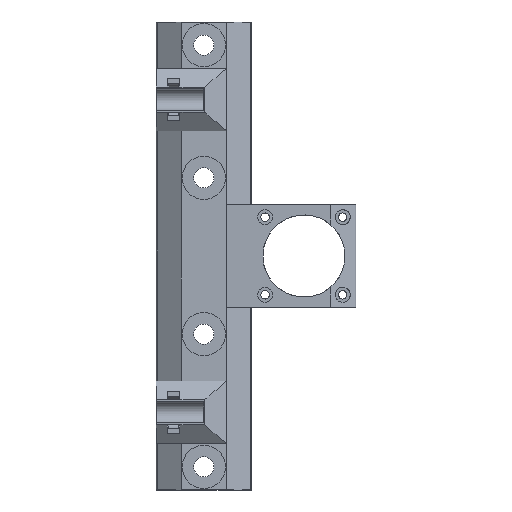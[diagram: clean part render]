
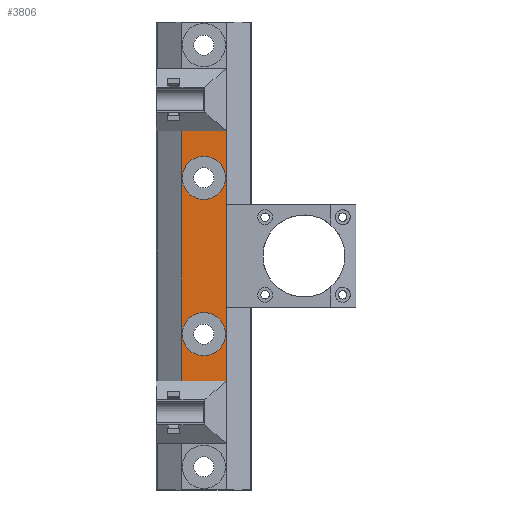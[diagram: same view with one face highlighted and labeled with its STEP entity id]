
A CAD part, top view. The second image highlights one B-rep face of the part: STEP entity #3806.
In plain terms, the highlighted planar face has unit normal (0, 0, 1).
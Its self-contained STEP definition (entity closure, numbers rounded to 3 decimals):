
#324 = PLANE('',#325);
#325 = AXIS2_PLACEMENT_3D('',#326,#327,#328);
#326 = CARTESIAN_POINT('',(-9.05,0.,10.));
#327 = DIRECTION('',(0.,0.,-1.));
#328 = DIRECTION('',(1.,0.,0.));
#1623 = VERTEX_POINT('',#1624);
#1624 = CARTESIAN_POINT('',(9.,43.5,10.));
#1650 = EDGE_CURVE('',#1623,#1651,#1653,.T.);
#1651 = VERTEX_POINT('',#1652);
#1652 = CARTESIAN_POINT('',(9.,143.5,10.));
#1653 = SURFACE_CURVE('',#1654,(#1658,#1665),.PCURVE_S1.);
#1654 = LINE('',#1655,#1656);
#1655 = CARTESIAN_POINT('',(9.,0.,10.));
#1656 = VECTOR('',#1657,1.);
#1657 = DIRECTION('',(0.,1.,0.));
#1658 = PCURVE('',#324,#1659);
#1659 = DEFINITIONAL_REPRESENTATION('',(#1660),#1664);
#1660 = LINE('',#1661,#1662);
#1661 = CARTESIAN_POINT('',(18.05,0.));
#1662 = VECTOR('',#1663,1.);
#1663 = DIRECTION('',(0.,-1.));
#1664 = ( GEOMETRIC_REPRESENTATION_CONTEXT(2) 
PARAMETRIC_REPRESENTATION_CONTEXT() REPRESENTATION_CONTEXT('2D SPACE',''
  ) );
#1665 = PCURVE('',#1666,#1671);
#1666 = PLANE('',#1667);
#1667 = AXIS2_PLACEMENT_3D('',#1668,#1669,#1670);
#1668 = CARTESIAN_POINT('',(-9.05,0.,10.));
#1669 = DIRECTION('',(0.,0.,-1.));
#1670 = DIRECTION('',(1.,0.,0.));
#1671 = DEFINITIONAL_REPRESENTATION('',(#1672),#1676);
#1672 = LINE('',#1673,#1674);
#1673 = CARTESIAN_POINT('',(18.05,0.));
#1674 = VECTOR('',#1675,1.);
#1675 = DIRECTION('',(0.,-1.));
#1676 = ( GEOMETRIC_REPRESENTATION_CONTEXT(2) 
PARAMETRIC_REPRESENTATION_CONTEXT() REPRESENTATION_CONTEXT('2D SPACE',''
  ) );
#3769 = PLANE('',#3770);
#3770 = AXIS2_PLACEMENT_3D('',#3771,#3772,#3773);
#3771 = CARTESIAN_POINT('',(9.,143.5,10.));
#3772 = DIRECTION('',(0.,0.591,-0.806)
  );
#3773 = DIRECTION('',(0.,0.806,0.591)
  );
#3806 = ADVANCED_FACE('',(#3807,#3887,#3921),#1666,.F.);
#3807 = FACE_BOUND('',#3808,.F.);
#3808 = EDGE_LOOP('',(#3809,#3810,#3838,#3866));
#3809 = ORIENTED_EDGE('',*,*,#1650,.F.);
#3810 = ORIENTED_EDGE('',*,*,#3811,.T.);
#3811 = EDGE_CURVE('',#1623,#3812,#3814,.T.);
#3812 = VERTEX_POINT('',#3813);
#3813 = CARTESIAN_POINT('',(-9.05,43.5,10.));
#3814 = SURFACE_CURVE('',#3815,(#3819,#3826),.PCURVE_S1.);
#3815 = LINE('',#3816,#3817);
#3816 = CARTESIAN_POINT('',(9.,43.5,10.));
#3817 = VECTOR('',#3818,1.);
#3818 = DIRECTION('',(-1.,0.,0.));
#3819 = PCURVE('',#1666,#3820);
#3820 = DEFINITIONAL_REPRESENTATION('',(#3821),#3825);
#3821 = LINE('',#3822,#3823);
#3822 = CARTESIAN_POINT('',(18.05,-43.5));
#3823 = VECTOR('',#3824,1.);
#3824 = DIRECTION('',(-1.,0.));
#3825 = ( GEOMETRIC_REPRESENTATION_CONTEXT(2) 
PARAMETRIC_REPRESENTATION_CONTEXT() REPRESENTATION_CONTEXT('2D SPACE',''
  ) );
#3826 = PCURVE('',#3827,#3832);
#3827 = PLANE('',#3828);
#3828 = AXIS2_PLACEMENT_3D('',#3829,#3830,#3831);
#3829 = CARTESIAN_POINT('',(9.,36.,15.5));
#3830 = DIRECTION('',(0.,-0.591,-0.806
    ));
#3831 = DIRECTION('',(0.,0.806,-0.591)
  );
#3832 = DEFINITIONAL_REPRESENTATION('',(#3833),#3837);
#3833 = LINE('',#3834,#3835);
#3834 = CARTESIAN_POINT('',(9.301,0.));
#3835 = VECTOR('',#3836,1.);
#3836 = DIRECTION('',(0.,-1.));
#3837 = ( GEOMETRIC_REPRESENTATION_CONTEXT(2) 
PARAMETRIC_REPRESENTATION_CONTEXT() REPRESENTATION_CONTEXT('2D SPACE',''
  ) );
#3838 = ORIENTED_EDGE('',*,*,#3839,.T.);
#3839 = EDGE_CURVE('',#3812,#3840,#3842,.T.);
#3840 = VERTEX_POINT('',#3841);
#3841 = CARTESIAN_POINT('',(-9.05,143.5,10.));
#3842 = SURFACE_CURVE('',#3843,(#3847,#3854),.PCURVE_S1.);
#3843 = LINE('',#3844,#3845);
#3844 = CARTESIAN_POINT('',(-9.05,0.,10.));
#3845 = VECTOR('',#3846,1.);
#3846 = DIRECTION('',(0.,1.,0.));
#3847 = PCURVE('',#1666,#3848);
#3848 = DEFINITIONAL_REPRESENTATION('',(#3849),#3853);
#3849 = LINE('',#3850,#3851);
#3850 = CARTESIAN_POINT('',(0.,0.));
#3851 = VECTOR('',#3852,1.);
#3852 = DIRECTION('',(0.,-1.));
#3853 = ( GEOMETRIC_REPRESENTATION_CONTEXT(2) 
PARAMETRIC_REPRESENTATION_CONTEXT() REPRESENTATION_CONTEXT('2D SPACE',''
  ) );
#3854 = PCURVE('',#3855,#3860);
#3855 = PLANE('',#3856);
#3856 = AXIS2_PLACEMENT_3D('',#3857,#3858,#3859);
#3857 = CARTESIAN_POINT('',(-9.05,0.,10.));
#3858 = DIRECTION('',(-0.542,0.,0.84)
  );
#3859 = DIRECTION('',(-0.84,0.,
    -0.542));
#3860 = DEFINITIONAL_REPRESENTATION('',(#3861),#3865);
#3861 = LINE('',#3862,#3863);
#3862 = CARTESIAN_POINT('',(-0.,0.));
#3863 = VECTOR('',#3864,1.);
#3864 = DIRECTION('',(0.,-1.));
#3865 = ( GEOMETRIC_REPRESENTATION_CONTEXT(2) 
PARAMETRIC_REPRESENTATION_CONTEXT() REPRESENTATION_CONTEXT('2D SPACE',''
  ) );
#3866 = ORIENTED_EDGE('',*,*,#3867,.F.);
#3867 = EDGE_CURVE('',#1651,#3840,#3868,.T.);
#3868 = SURFACE_CURVE('',#3869,(#3873,#3880),.PCURVE_S1.);
#3869 = LINE('',#3870,#3871);
#3870 = CARTESIAN_POINT('',(9.,143.5,10.));
#3871 = VECTOR('',#3872,1.);
#3872 = DIRECTION('',(-1.,0.,0.));
#3873 = PCURVE('',#1666,#3874);
#3874 = DEFINITIONAL_REPRESENTATION('',(#3875),#3879);
#3875 = LINE('',#3876,#3877);
#3876 = CARTESIAN_POINT('',(18.05,-143.5));
#3877 = VECTOR('',#3878,1.);
#3878 = DIRECTION('',(-1.,0.));
#3879 = ( GEOMETRIC_REPRESENTATION_CONTEXT(2) 
PARAMETRIC_REPRESENTATION_CONTEXT() REPRESENTATION_CONTEXT('2D SPACE',''
  ) );
#3880 = PCURVE('',#3769,#3881);
#3881 = DEFINITIONAL_REPRESENTATION('',(#3882),#3886);
#3882 = LINE('',#3883,#3884);
#3883 = CARTESIAN_POINT('',(0.,0.));
#3884 = VECTOR('',#3885,1.);
#3885 = DIRECTION('',(0.,-1.));
#3886 = ( GEOMETRIC_REPRESENTATION_CONTEXT(2) 
PARAMETRIC_REPRESENTATION_CONTEXT() REPRESENTATION_CONTEXT('2D SPACE',''
  ) );
#3887 = FACE_BOUND('',#3888,.F.);
#3888 = EDGE_LOOP('',(#3889));
#3889 = ORIENTED_EDGE('',*,*,#3890,.T.);
#3890 = EDGE_CURVE('',#3891,#3891,#3893,.T.);
#3891 = VERTEX_POINT('',#3892);
#3892 = CARTESIAN_POINT('',(8.625,62.25,10.));
#3893 = SURFACE_CURVE('',#3894,(#3899,#3910),.PCURVE_S1.);
#3894 = CIRCLE('',#3895,8.625);
#3895 = AXIS2_PLACEMENT_3D('',#3896,#3897,#3898);
#3896 = CARTESIAN_POINT('',(0.,62.25,10.));
#3897 = DIRECTION('',(-0.,0.,1.));
#3898 = DIRECTION('',(1.,0.,0.));
#3899 = PCURVE('',#1666,#3900);
#3900 = DEFINITIONAL_REPRESENTATION('',(#3901),#3909);
#3901 = ( BOUNDED_CURVE() B_SPLINE_CURVE(2,(#3902,#3903,#3904,#3905,
#3906,#3907,#3908),.UNSPECIFIED.,.T.,.F.) B_SPLINE_CURVE_WITH_KNOTS((1,2
    ,2,2,2,1),(-2.094,0.,2.094,4.189,
6.283,8.378),.UNSPECIFIED.) CURVE() 
GEOMETRIC_REPRESENTATION_ITEM() RATIONAL_B_SPLINE_CURVE((1.,0.5,1.,0.5,
1.,0.5,1.)) REPRESENTATION_ITEM('') );
#3902 = CARTESIAN_POINT('',(17.675,-62.25));
#3903 = CARTESIAN_POINT('',(17.675,-77.189));
#3904 = CARTESIAN_POINT('',(4.738,-69.719));
#3905 = CARTESIAN_POINT('',(-8.2,-62.25));
#3906 = CARTESIAN_POINT('',(4.738,-54.781));
#3907 = CARTESIAN_POINT('',(17.675,-47.311));
#3908 = CARTESIAN_POINT('',(17.675,-62.25));
#3909 = ( GEOMETRIC_REPRESENTATION_CONTEXT(2) 
PARAMETRIC_REPRESENTATION_CONTEXT() REPRESENTATION_CONTEXT('2D SPACE',''
  ) );
#3910 = PCURVE('',#3911,#3916);
#3911 = CYLINDRICAL_SURFACE('',#3912,8.625);
#3912 = AXIS2_PLACEMENT_3D('',#3913,#3914,#3915);
#3913 = CARTESIAN_POINT('',(0.,62.25,10.));
#3914 = DIRECTION('',(0.,0.,1.));
#3915 = DIRECTION('',(1.,0.,0.));
#3916 = DEFINITIONAL_REPRESENTATION('',(#3917),#3920);
#3917 = B_SPLINE_CURVE_WITH_KNOTS('',1,(#3918,#3919),.UNSPECIFIED.,.F.,
  .F.,(2,2),(0.,6.283),.PIECEWISE_BEZIER_KNOTS.);
#3918 = CARTESIAN_POINT('',(0.,0.));
#3919 = CARTESIAN_POINT('',(6.283,0.));
#3920 = ( GEOMETRIC_REPRESENTATION_CONTEXT(2) 
PARAMETRIC_REPRESENTATION_CONTEXT() REPRESENTATION_CONTEXT('2D SPACE',''
  ) );
#3921 = FACE_BOUND('',#3922,.F.);
#3922 = EDGE_LOOP('',(#3923));
#3923 = ORIENTED_EDGE('',*,*,#3924,.T.);
#3924 = EDGE_CURVE('',#3925,#3925,#3927,.T.);
#3925 = VERTEX_POINT('',#3926);
#3926 = CARTESIAN_POINT('',(8.625,124.75,10.));
#3927 = SURFACE_CURVE('',#3928,(#3933,#3944),.PCURVE_S1.);
#3928 = CIRCLE('',#3929,8.625);
#3929 = AXIS2_PLACEMENT_3D('',#3930,#3931,#3932);
#3930 = CARTESIAN_POINT('',(0.,124.75,10.));
#3931 = DIRECTION('',(-0.,0.,1.));
#3932 = DIRECTION('',(1.,0.,0.));
#3933 = PCURVE('',#1666,#3934);
#3934 = DEFINITIONAL_REPRESENTATION('',(#3935),#3943);
#3935 = ( BOUNDED_CURVE() B_SPLINE_CURVE(2,(#3936,#3937,#3938,#3939,
#3940,#3941,#3942),.UNSPECIFIED.,.T.,.F.) B_SPLINE_CURVE_WITH_KNOTS((1,2
    ,2,2,2,1),(-2.094,0.,2.094,4.189,
6.283,8.378),.UNSPECIFIED.) CURVE() 
GEOMETRIC_REPRESENTATION_ITEM() RATIONAL_B_SPLINE_CURVE((1.,0.5,1.,0.5,
1.,0.5,1.)) REPRESENTATION_ITEM('') );
#3936 = CARTESIAN_POINT('',(17.675,-124.75));
#3937 = CARTESIAN_POINT('',(17.675,-139.689));
#3938 = CARTESIAN_POINT('',(4.738,-132.219));
#3939 = CARTESIAN_POINT('',(-8.2,-124.75));
#3940 = CARTESIAN_POINT('',(4.738,-117.281));
#3941 = CARTESIAN_POINT('',(17.675,-109.811));
#3942 = CARTESIAN_POINT('',(17.675,-124.75));
#3943 = ( GEOMETRIC_REPRESENTATION_CONTEXT(2) 
PARAMETRIC_REPRESENTATION_CONTEXT() REPRESENTATION_CONTEXT('2D SPACE',''
  ) );
#3944 = PCURVE('',#3945,#3950);
#3945 = CYLINDRICAL_SURFACE('',#3946,8.625);
#3946 = AXIS2_PLACEMENT_3D('',#3947,#3948,#3949);
#3947 = CARTESIAN_POINT('',(0.,124.75,10.));
#3948 = DIRECTION('',(0.,0.,1.));
#3949 = DIRECTION('',(1.,0.,0.));
#3950 = DEFINITIONAL_REPRESENTATION('',(#3951),#3954);
#3951 = B_SPLINE_CURVE_WITH_KNOTS('',1,(#3952,#3953),.UNSPECIFIED.,.F.,
  .F.,(2,2),(0.,6.283),.PIECEWISE_BEZIER_KNOTS.);
#3952 = CARTESIAN_POINT('',(0.,0.));
#3953 = CARTESIAN_POINT('',(6.283,0.));
#3954 = ( GEOMETRIC_REPRESENTATION_CONTEXT(2) 
PARAMETRIC_REPRESENTATION_CONTEXT() REPRESENTATION_CONTEXT('2D SPACE',''
  ) );
